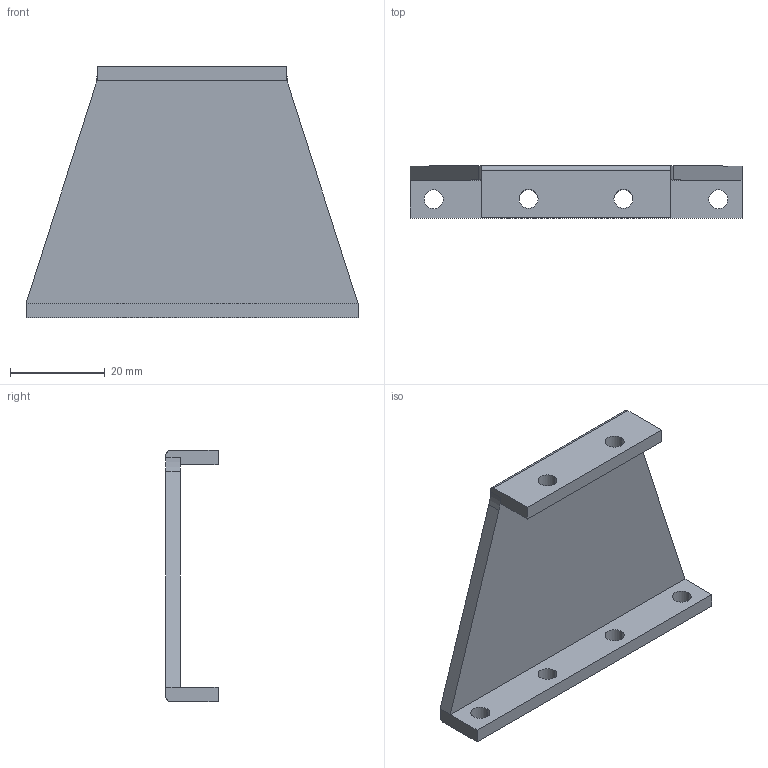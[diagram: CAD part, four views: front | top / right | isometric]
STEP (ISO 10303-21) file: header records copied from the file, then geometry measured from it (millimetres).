
FILE_DESCRIPTION (( 'STEP AP203' ), '1' );
FILE_NAME ('PAW_Default_sldprt.STEP', '2018-06-25T05:54:08', ( '' ), ( '' ), 'SwSTEP 2.0', 'SolidWorks 2017', '' );
FILE_SCHEMA (( 'CONFIG_CONTROL_DESIGN' ));
Length unit declared in the file: millimetre
Products named in the file (1): PAW_Default_sldprt
Bounding box: 70 x 11 x 53 mm (x, y, z)
Volume: 11135.9 mm3; surface area: 8375.7 mm2
Topology: 1 solids, 1 shells, 30 faces, 82 edges, 54 vertices
Faces by surface type: cylinder 16, plane 14
Entity records: 1063 total; most frequent: DIRECTION 176, CARTESIAN_POINT 167, ORIENTED_EDGE 164, EDGE_CURVE 82, AXIS2_PLACEMENT_3D 63, VERTEX_POINT 54, VECTOR 50, LINE 50
